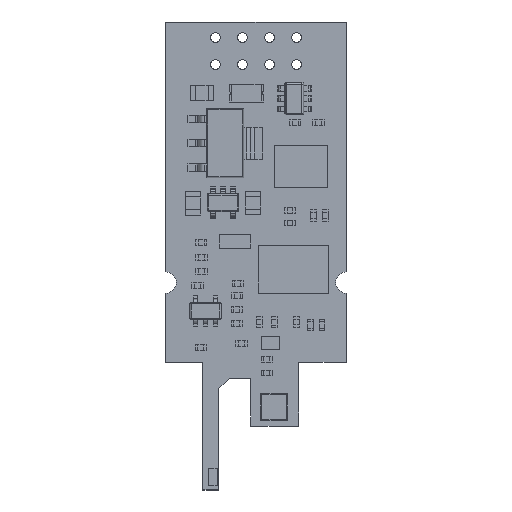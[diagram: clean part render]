
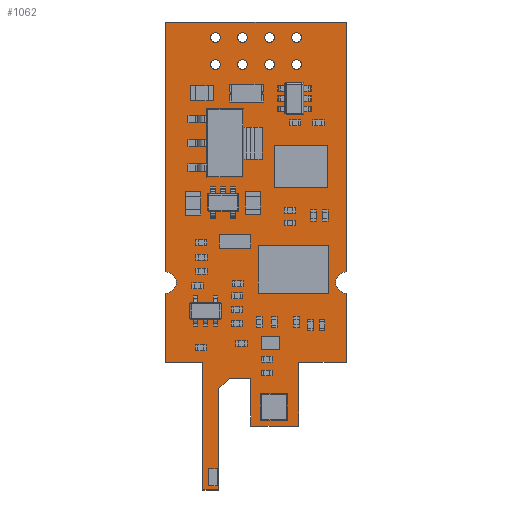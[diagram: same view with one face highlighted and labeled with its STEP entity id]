
A CAD part, top view. The second image highlights one B-rep face of the part: STEP entity #1062.
In plain terms, the highlighted planar face has unit normal (0, 0, 1).
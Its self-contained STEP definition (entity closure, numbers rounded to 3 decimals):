
#225 = VERTEX_POINT('',#226);
#226 = CARTESIAN_POINT('',(-15.,-12.,0.599));
#232 = EDGE_CURVE('',#225,#233,#235,.T.);
#233 = VERTEX_POINT('',#234);
#234 = CARTESIAN_POINT('',(-15.,0.,0.599));
#235 = LINE('',#236,#237);
#236 = CARTESIAN_POINT('',(-15.,-12.,0.599));
#237 = VECTOR('',#238,1.);
#238 = DIRECTION('',(0.,1.,0.));
#265 = VERTEX_POINT('',#266);
#266 = CARTESIAN_POINT('',(-13.5,-12.,0.599));
#272 = EDGE_CURVE('',#265,#225,#273,.T.);
#273 = LINE('',#274,#275);
#274 = CARTESIAN_POINT('',(-13.5,-12.,0.599));
#275 = VECTOR('',#276,1.);
#276 = DIRECTION('',(-1.,0.,0.));
#294 = EDGE_CURVE('',#233,#295,#297,.T.);
#295 = VERTEX_POINT('',#296);
#296 = CARTESIAN_POINT('',(-18.5,0.,0.599));
#297 = LINE('',#298,#299);
#298 = CARTESIAN_POINT('',(-15.,0.,0.599));
#299 = VECTOR('',#300,1.);
#300 = DIRECTION('',(-1.,0.,0.));
#327 = VERTEX_POINT('',#328);
#328 = CARTESIAN_POINT('',(-13.5,-2.5,0.599));
#334 = EDGE_CURVE('',#327,#265,#335,.T.);
#335 = LINE('',#336,#337);
#336 = CARTESIAN_POINT('',(-13.5,-2.5,0.599));
#337 = VECTOR('',#338,1.);
#338 = DIRECTION('',(0.,-1.,0.));
#356 = EDGE_CURVE('',#295,#357,#359,.T.);
#357 = VERTEX_POINT('',#358);
#358 = CARTESIAN_POINT('',(-18.5,6.498,0.599));
#359 = LINE('',#360,#361);
#360 = CARTESIAN_POINT('',(-18.5,0.,0.599));
#361 = VECTOR('',#362,1.);
#362 = DIRECTION('',(0.,1.,0.));
#389 = VERTEX_POINT('',#390);
#390 = CARTESIAN_POINT('',(-12.5,-1.5,0.599));
#396 = EDGE_CURVE('',#389,#327,#397,.T.);
#397 = LINE('',#398,#399);
#398 = CARTESIAN_POINT('',(-12.5,-1.5,0.599));
#399 = VECTOR('',#400,1.);
#400 = DIRECTION('',(-0.707,-0.707,0.));
#418 = EDGE_CURVE('',#357,#419,#421,.T.);
#419 = VERTEX_POINT('',#420);
#420 = CARTESIAN_POINT('',(-18.5,8.502,0.599));
#421 = CIRCLE('',#422,1.002);
#422 = AXIS2_PLACEMENT_3D('',#423,#424,#425);
#423 = CARTESIAN_POINT('',(-18.5,7.5,0.599));
#424 = DIRECTION('',(0.,0.,1.));
#425 = DIRECTION('',(0.,-1.,0.));
#453 = VERTEX_POINT('',#454);
#454 = CARTESIAN_POINT('',(-10.5,-1.5,0.599));
#460 = EDGE_CURVE('',#453,#389,#461,.T.);
#461 = LINE('',#462,#463);
#462 = CARTESIAN_POINT('',(-10.5,-1.5,0.599));
#463 = VECTOR('',#464,1.);
#464 = DIRECTION('',(-1.,0.,0.));
#482 = EDGE_CURVE('',#419,#483,#485,.T.);
#483 = VERTEX_POINT('',#484);
#484 = CARTESIAN_POINT('',(-18.5,32.,0.599));
#485 = LINE('',#486,#487);
#486 = CARTESIAN_POINT('',(-18.5,8.502,0.599));
#487 = VECTOR('',#488,1.);
#488 = DIRECTION('',(0.,1.,0.));
#515 = VERTEX_POINT('',#516);
#516 = CARTESIAN_POINT('',(-10.5,-6.,0.599));
#522 = EDGE_CURVE('',#515,#453,#523,.T.);
#523 = LINE('',#524,#525);
#524 = CARTESIAN_POINT('',(-10.5,-6.,0.599));
#525 = VECTOR('',#526,1.);
#526 = DIRECTION('',(0.,1.,0.));
#544 = EDGE_CURVE('',#483,#545,#547,.T.);
#545 = VERTEX_POINT('',#546);
#546 = CARTESIAN_POINT('',(-1.5,32.,0.599));
#547 = LINE('',#548,#549);
#548 = CARTESIAN_POINT('',(-18.5,32.,0.599));
#549 = VECTOR('',#550,1.);
#550 = DIRECTION('',(1.,0.,0.));
#577 = VERTEX_POINT('',#578);
#578 = CARTESIAN_POINT('',(-6.,-6.,0.599));
#584 = EDGE_CURVE('',#577,#515,#585,.T.);
#585 = LINE('',#586,#587);
#586 = CARTESIAN_POINT('',(-6.,-6.,0.599));
#587 = VECTOR('',#588,1.);
#588 = DIRECTION('',(-1.,0.,0.));
#606 = EDGE_CURVE('',#545,#607,#609,.T.);
#607 = VERTEX_POINT('',#608);
#608 = CARTESIAN_POINT('',(-1.5,8.502,0.599));
#609 = LINE('',#610,#611);
#610 = CARTESIAN_POINT('',(-1.5,32.,0.599));
#611 = VECTOR('',#612,1.);
#612 = DIRECTION('',(0.,-1.,0.));
#639 = VERTEX_POINT('',#640);
#640 = CARTESIAN_POINT('',(-6.,0.,0.599));
#646 = EDGE_CURVE('',#639,#577,#647,.T.);
#647 = LINE('',#648,#649);
#648 = CARTESIAN_POINT('',(-6.,0.,0.599));
#649 = VECTOR('',#650,1.);
#650 = DIRECTION('',(0.,-1.,0.));
#668 = EDGE_CURVE('',#607,#669,#671,.T.);
#669 = VERTEX_POINT('',#670);
#670 = CARTESIAN_POINT('',(-1.5,6.498,0.599));
#671 = CIRCLE('',#672,1.002);
#672 = AXIS2_PLACEMENT_3D('',#673,#674,#675);
#673 = CARTESIAN_POINT('',(-1.5,7.5,0.599));
#674 = DIRECTION('',(0.,0.,1.));
#675 = DIRECTION('',(0.,1.,0.));
#703 = VERTEX_POINT('',#704);
#704 = CARTESIAN_POINT('',(-1.5,0.,0.599));
#710 = EDGE_CURVE('',#703,#639,#711,.T.);
#711 = LINE('',#712,#713);
#712 = CARTESIAN_POINT('',(-1.5,0.,0.599));
#713 = VECTOR('',#714,1.);
#714 = DIRECTION('',(-1.,0.,0.));
#732 = EDGE_CURVE('',#669,#703,#733,.T.);
#733 = LINE('',#734,#735);
#734 = CARTESIAN_POINT('',(-1.5,6.498,0.599));
#735 = VECTOR('',#736,1.);
#736 = DIRECTION('',(0.,-1.,0.));
#756 = VERTEX_POINT('',#757);
#757 = CARTESIAN_POINT('',(-13.36,30.54,0.599));
#763 = EDGE_CURVE('',#756,#756,#764,.T.);
#764 = CIRCLE('',#765,0.45);
#765 = AXIS2_PLACEMENT_3D('',#766,#767,#768);
#766 = CARTESIAN_POINT('',(-13.81,30.54,0.599));
#767 = DIRECTION('',(0.,0.,1.));
#768 = DIRECTION('',(1.,0.,0.));
#789 = VERTEX_POINT('',#790);
#790 = CARTESIAN_POINT('',(-10.82,30.54,0.599));
#796 = EDGE_CURVE('',#789,#789,#797,.T.);
#797 = CIRCLE('',#798,0.45);
#798 = AXIS2_PLACEMENT_3D('',#799,#800,#801);
#799 = CARTESIAN_POINT('',(-11.27,30.54,0.599));
#800 = DIRECTION('',(0.,0.,1.));
#801 = DIRECTION('',(1.,0.,0.));
#822 = VERTEX_POINT('',#823);
#823 = CARTESIAN_POINT('',(-5.74,30.54,0.599));
#829 = EDGE_CURVE('',#822,#822,#830,.T.);
#830 = CIRCLE('',#831,0.45);
#831 = AXIS2_PLACEMENT_3D('',#832,#833,#834);
#832 = CARTESIAN_POINT('',(-6.19,30.54,0.599));
#833 = DIRECTION('',(0.,0.,1.));
#834 = DIRECTION('',(1.,0.,0.));
#855 = VERTEX_POINT('',#856);
#856 = CARTESIAN_POINT('',(-8.28,30.54,0.599));
#862 = EDGE_CURVE('',#855,#855,#863,.T.);
#863 = CIRCLE('',#864,0.45);
#864 = AXIS2_PLACEMENT_3D('',#865,#866,#867);
#865 = CARTESIAN_POINT('',(-8.73,30.54,0.599));
#866 = DIRECTION('',(0.,0.,1.));
#867 = DIRECTION('',(1.,0.,0.));
#888 = VERTEX_POINT('',#889);
#889 = CARTESIAN_POINT('',(-8.28,28.,0.599));
#895 = EDGE_CURVE('',#888,#888,#896,.T.);
#896 = CIRCLE('',#897,0.45);
#897 = AXIS2_PLACEMENT_3D('',#898,#899,#900);
#898 = CARTESIAN_POINT('',(-8.73,28.,0.599));
#899 = DIRECTION('',(0.,0.,1.));
#900 = DIRECTION('',(1.,0.,0.));
#921 = VERTEX_POINT('',#922);
#922 = CARTESIAN_POINT('',(-13.36,28.,0.599));
#928 = EDGE_CURVE('',#921,#921,#929,.T.);
#929 = CIRCLE('',#930,0.45);
#930 = AXIS2_PLACEMENT_3D('',#931,#932,#933);
#931 = CARTESIAN_POINT('',(-13.81,28.,0.599));
#932 = DIRECTION('',(0.,0.,1.));
#933 = DIRECTION('',(1.,0.,0.));
#954 = VERTEX_POINT('',#955);
#955 = CARTESIAN_POINT('',(-10.82,28.,0.599));
#961 = EDGE_CURVE('',#954,#954,#962,.T.);
#962 = CIRCLE('',#963,0.45);
#963 = AXIS2_PLACEMENT_3D('',#964,#965,#966);
#964 = CARTESIAN_POINT('',(-11.27,28.,0.599));
#965 = DIRECTION('',(0.,0.,1.));
#966 = DIRECTION('',(1.,0.,0.));
#987 = VERTEX_POINT('',#988);
#988 = CARTESIAN_POINT('',(-5.74,28.,0.599));
#994 = EDGE_CURVE('',#987,#987,#995,.T.);
#995 = CIRCLE('',#996,0.45);
#996 = AXIS2_PLACEMENT_3D('',#997,#998,#999);
#997 = CARTESIAN_POINT('',(-6.19,28.,0.599));
#998 = DIRECTION('',(0.,0.,1.));
#999 = DIRECTION('',(1.,0.,0.));
#1062 = ADVANCED_FACE('',(#1063,#1082,#1085,#1088,#1091,#1094,#1097,
    #1100,#1103),#1106,.F.);
#1063 = FACE_BOUND('',#1064,.F.);
#1064 = EDGE_LOOP('',(#1065,#1066,#1067,#1068,#1069,#1070,#1071,#1072,
    #1073,#1074,#1075,#1076,#1077,#1078,#1079,#1080,#1081));
#1065 = ORIENTED_EDGE('',*,*,#232,.T.);
#1066 = ORIENTED_EDGE('',*,*,#294,.T.);
#1067 = ORIENTED_EDGE('',*,*,#356,.T.);
#1068 = ORIENTED_EDGE('',*,*,#418,.T.);
#1069 = ORIENTED_EDGE('',*,*,#482,.T.);
#1070 = ORIENTED_EDGE('',*,*,#544,.T.);
#1071 = ORIENTED_EDGE('',*,*,#606,.T.);
#1072 = ORIENTED_EDGE('',*,*,#668,.T.);
#1073 = ORIENTED_EDGE('',*,*,#732,.T.);
#1074 = ORIENTED_EDGE('',*,*,#710,.T.);
#1075 = ORIENTED_EDGE('',*,*,#646,.T.);
#1076 = ORIENTED_EDGE('',*,*,#584,.T.);
#1077 = ORIENTED_EDGE('',*,*,#522,.T.);
#1078 = ORIENTED_EDGE('',*,*,#460,.T.);
#1079 = ORIENTED_EDGE('',*,*,#396,.T.);
#1080 = ORIENTED_EDGE('',*,*,#334,.T.);
#1081 = ORIENTED_EDGE('',*,*,#272,.T.);
#1082 = FACE_BOUND('',#1083,.F.);
#1083 = EDGE_LOOP('',(#1084));
#1084 = ORIENTED_EDGE('',*,*,#763,.T.);
#1085 = FACE_BOUND('',#1086,.F.);
#1086 = EDGE_LOOP('',(#1087));
#1087 = ORIENTED_EDGE('',*,*,#796,.T.);
#1088 = FACE_BOUND('',#1089,.F.);
#1089 = EDGE_LOOP('',(#1090));
#1090 = ORIENTED_EDGE('',*,*,#829,.T.);
#1091 = FACE_BOUND('',#1092,.F.);
#1092 = EDGE_LOOP('',(#1093));
#1093 = ORIENTED_EDGE('',*,*,#862,.T.);
#1094 = FACE_BOUND('',#1095,.F.);
#1095 = EDGE_LOOP('',(#1096));
#1096 = ORIENTED_EDGE('',*,*,#895,.T.);
#1097 = FACE_BOUND('',#1098,.F.);
#1098 = EDGE_LOOP('',(#1099));
#1099 = ORIENTED_EDGE('',*,*,#928,.T.);
#1100 = FACE_BOUND('',#1101,.F.);
#1101 = EDGE_LOOP('',(#1102));
#1102 = ORIENTED_EDGE('',*,*,#961,.T.);
#1103 = FACE_BOUND('',#1104,.F.);
#1104 = EDGE_LOOP('',(#1105));
#1105 = ORIENTED_EDGE('',*,*,#994,.T.);
#1106 = PLANE('',#1107);
#1107 = AXIS2_PLACEMENT_3D('',#1108,#1109,#1110);
#1108 = CARTESIAN_POINT('',(-15.,-12.,0.599));
#1109 = DIRECTION('',(0.,0.,-1.));
#1110 = DIRECTION('',(-1.,0.,0.));
